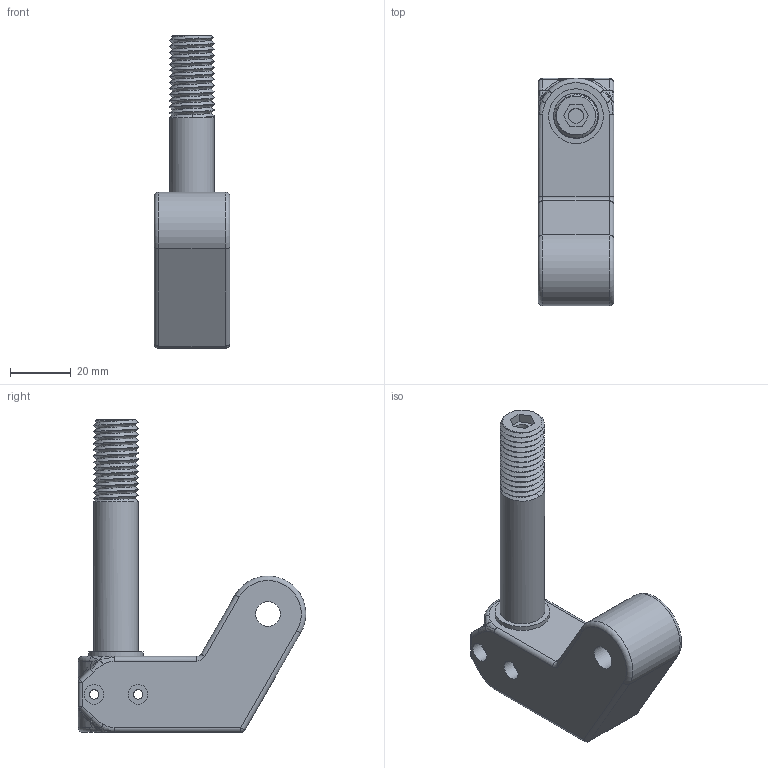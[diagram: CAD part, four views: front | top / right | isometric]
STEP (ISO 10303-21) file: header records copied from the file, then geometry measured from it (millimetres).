
FILE_DESCRIPTION((''),'2;1');
FILE_NAME('HUB BOTTOM.ipt.step','2013-11-27T00:12:40',(''),(''),'Autodesk Inventor 2013','Autodesk Inventor 2013','');
FILE_SCHEMA(('AUTOMOTIVE_DESIGN { 1 0 10303 214 1 1 1 1 }'));
Length unit declared in the file: millimetre
Products named in the file (1): HUB BOTTOM
Bounding box: 25 x 75 x 103 mm (x, y, z)
Surface area: 16752.3 mm2 (no closed solid volume)
Topology: 0 solids, 1 shells, 145 faces, 382 edges, 246 vertices
Faces by surface type: bspline 54, plane 45, cylinder 32, sphere 6, torus 6, cone 2
Full cylindrical faces by diameter (mm): 3.1 x2, 5 x1, 6.5 x2, 8.1 x1, 14.7 x1, 16.2 x1, 18 x1
Entity records: 11427 total; most frequent: CARTESIAN_POINT 8354, ORIENTED_EDGE 670, DIRECTION 530, EDGE_CURVE 335, VERTEX_POINT 211, AXIS2_PLACEMENT_3D 206, EDGE_LOOP 174, FACE_OUTER_BOUND 145
